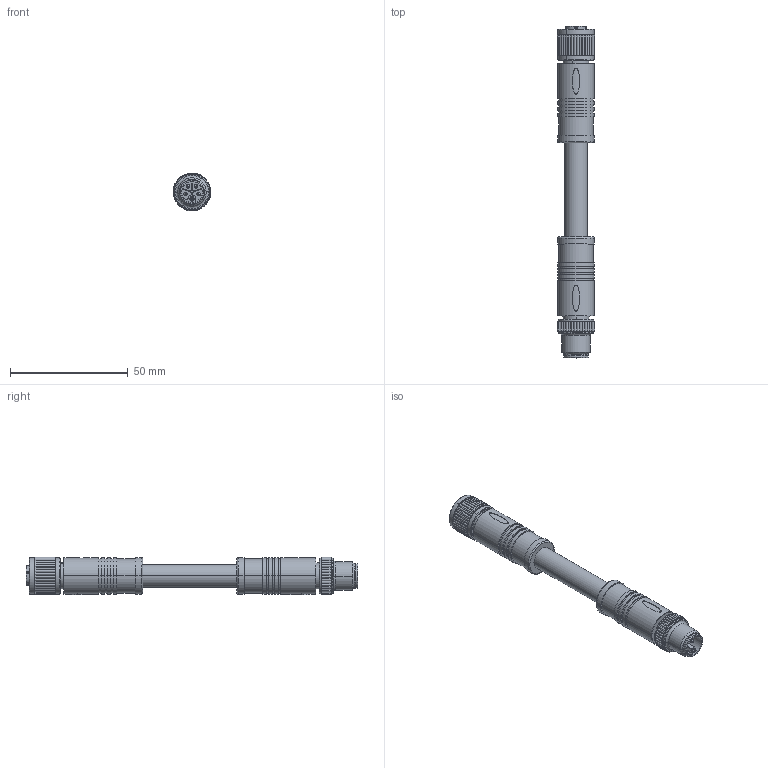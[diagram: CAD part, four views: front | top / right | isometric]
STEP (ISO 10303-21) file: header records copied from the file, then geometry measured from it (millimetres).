
FILE_DESCRIPTION((''),'2;1');
FILE_NAME('242428_SM01_ASM','2024-07-09T09:07:32',('banengservice'),('BANNER ENGINEERING'),'CREO PARAMETRIC BY PTC INC, 2022414','CREO PARAMETRIC BY PTC INC, 2022414','');
FILE_SCHEMA(('CONFIG_CONTROL_DESIGN'));
Length unit declared in the file: millimetre
Products named in the file (2): 242428_EP01; 242428_SM01_ASM
Assembly tree (1 placements, depth 2):
  242428_SM01_ASM
    242428_EP01
Bounding box: 15.98 x 140.7 x 16.04 mm (x, y, z)
Volume: 19112.3 mm3; surface area: 9722.9 mm2
Topology: 1 solids, 1 shells, 710 faces, 1676 edges, 1091 vertices
Faces by surface type: plane 307, cylinder 287, cone 50, torus 33, sphere 15, bspline 14, extrusion 4
Entity records: 21529 total; most frequent: CARTESIAN_POINT 4349, DIRECTION 3981, ORIENTED_EDGE 3318, AXIS2_PLACEMENT_3D 1686, EDGE_CURVE 1659, VERTEX_POINT 1091, CIRCLE 991, EDGE_LOOP 850
